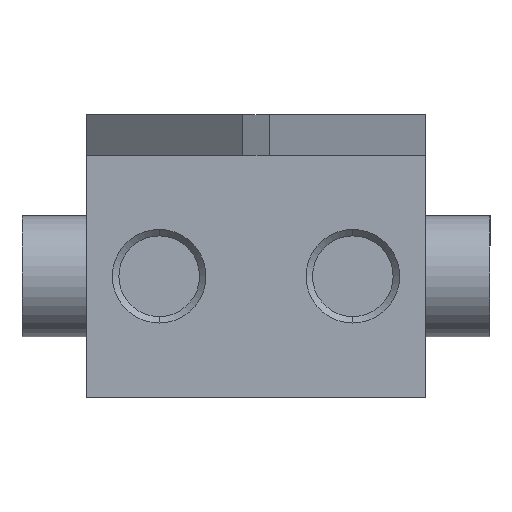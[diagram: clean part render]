
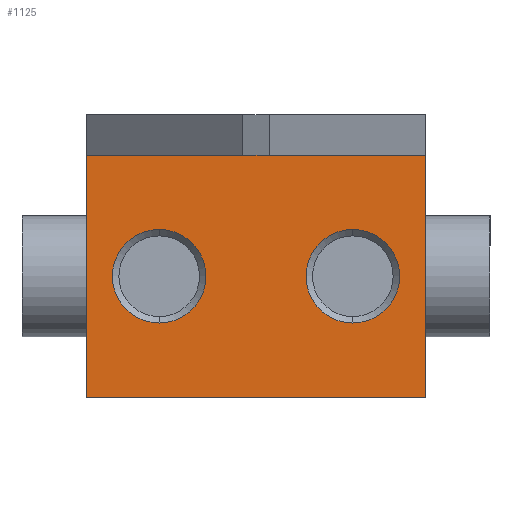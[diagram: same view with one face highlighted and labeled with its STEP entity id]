
A CAD part, left-side view. The second image highlights one B-rep face of the part: STEP entity #1125.
In plain terms, the highlighted planar face has unit normal (-1, 0, 0).
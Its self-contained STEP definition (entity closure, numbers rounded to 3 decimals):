
#1 = PLANE ( 'NONE',  #1467 ) ;
#44 = VERTEX_POINT ( 'NONE', #1464 ) ;
#75 = DIRECTION ( 'NONE',  ( 0., 0., 1. ) ) ;
#77 = CIRCLE ( 'NONE', #2360, 2.9 ) ;
#137 = DIRECTION ( 'NONE',  ( 0., 0., -1. ) ) ;
#138 = VERTEX_POINT ( 'NONE', #204 ) ;
#191 = DIRECTION ( 'NONE',  ( 0., 0., 1. ) ) ;
#204 = CARTESIAN_POINT ( 'NONE',  ( 0., 6., 4.6 ) ) ;
#242 = LINE ( 'NONE', #840, #1172 ) ;
#304 = EDGE_CURVE ( 'NONE', #1409, #1135, #242, .T. ) ;
#383 = DIRECTION ( 'NONE',  ( 0., 0., -1. ) ) ;
#403 = DIRECTION ( 'NONE',  ( 0., 0., 1. ) ) ;
#472 = DIRECTION ( 'NONE',  ( 0., -1., 0. ) ) ;
#485 = VERTEX_POINT ( 'NONE', #935 ) ;
#486 = CARTESIAN_POINT ( 'NONE',  ( 0., 6., 7.5 ) ) ;
#536 = AXIS2_PLACEMENT_3D ( 'NONE', #1973, #995, #2164 ) ;
#539 = CIRCLE ( 'NONE', #1222, 2.9 ) ;
#550 = LINE ( 'NONE', #733, #1675 ) ;
#554 = CARTESIAN_POINT ( 'NONE',  ( 0., 6., 10.4 ) ) ;
#730 = ORIENTED_EDGE ( 'NONE', *, *, #304, .T. ) ;
#733 = CARTESIAN_POINT ( 'NONE',  ( 0., -10.5, 15. ) ) ;
#744 = LINE ( 'NONE', #2203, #1595 ) ;
#748 = CIRCLE ( 'NONE', #536, 2.9 ) ;
#766 = EDGE_LOOP ( 'NONE', ( #1834, #1684 ) ) ;
#795 = AXIS2_PLACEMENT_3D ( 'NONE', #1630, #2459, #403 ) ;
#821 = ORIENTED_EDGE ( 'NONE', *, *, #1901, .F. ) ;
#823 = VERTEX_POINT ( 'NONE', #835 ) ;
#835 = CARTESIAN_POINT ( 'NONE',  ( 0., -6., 4.6 ) ) ;
#840 = CARTESIAN_POINT ( 'NONE',  ( 0., 10.5, 0. ) ) ;
#935 = CARTESIAN_POINT ( 'NONE',  ( 0., 10.5, 15. ) ) ;
#995 = DIRECTION ( 'NONE',  ( -1., 0., 0. ) ) ;
#1000 = EDGE_CURVE ( 'NONE', #485, #44, #1715, .T. ) ;
#1073 = VERTEX_POINT ( 'NONE', #2127 ) ;
#1125 = ADVANCED_FACE ( 'NONE', ( #2584, #1586, #2180 ), #1, .T. ) ;
#1135 = VERTEX_POINT ( 'NONE', #1598 ) ;
#1172 = VECTOR ( 'NONE', #472, 1000. ) ;
#1182 = ORIENTED_EDGE ( 'NONE', *, *, #2076, .T. ) ;
#1222 = AXIS2_PLACEMENT_3D ( 'NONE', #2292, #1723, #75 ) ;
#1356 = CARTESIAN_POINT ( 'NONE',  ( 0., 10.5, 15. ) ) ;
#1409 = VERTEX_POINT ( 'NONE', #1700 ) ;
#1464 = CARTESIAN_POINT ( 'NONE',  ( 0., -10.5, 15. ) ) ;
#1467 = AXIS2_PLACEMENT_3D ( 'NONE', #1801, #2569, #191 ) ;
#1481 = ORIENTED_EDGE ( 'NONE', *, *, #1000, .F. ) ;
#1491 = DIRECTION ( 'NONE',  ( 0., 0., 1. ) ) ;
#1559 = EDGE_LOOP ( 'NONE', ( #1481, #1182, #730, #1820 ) ) ;
#1570 = EDGE_CURVE ( 'NONE', #44, #1135, #550, .T. ) ;
#1575 = EDGE_CURVE ( 'NONE', #823, #1073, #748, .T. ) ;
#1586 = FACE_BOUND ( 'NONE', #766, .T. ) ;
#1595 = VECTOR ( 'NONE', #383, 1000. ) ;
#1598 = CARTESIAN_POINT ( 'NONE',  ( 0., -10.5, 0. ) ) ;
#1605 = EDGE_LOOP ( 'NONE', ( #821, #2358 ) ) ;
#1630 = CARTESIAN_POINT ( 'NONE',  ( 0., -6., 7.5 ) ) ;
#1675 = VECTOR ( 'NONE', #137, 1000. ) ;
#1684 = ORIENTED_EDGE ( 'NONE', *, *, #1575, .F. ) ;
#1700 = CARTESIAN_POINT ( 'NONE',  ( 0., 10.5, 0. ) ) ;
#1715 = LINE ( 'NONE', #1356, #1761 ) ;
#1723 = DIRECTION ( 'NONE',  ( -1., 0., 0. ) ) ;
#1761 = VECTOR ( 'NONE', #2156, 1000. ) ;
#1801 = CARTESIAN_POINT ( 'NONE',  ( 0., 10.5, 15. ) ) ;
#1820 = ORIENTED_EDGE ( 'NONE', *, *, #1570, .F. ) ;
#1834 = ORIENTED_EDGE ( 'NONE', *, *, #2350, .F. ) ;
#1901 = EDGE_CURVE ( 'NONE', #2540, #138, #539, .T. ) ;
#1951 = EDGE_CURVE ( 'NONE', #138, #2540, #77, .T. ) ;
#1973 = CARTESIAN_POINT ( 'NONE',  ( 0., -6., 7.5 ) ) ;
#2076 = EDGE_CURVE ( 'NONE', #485, #1409, #744, .T. ) ;
#2122 = DIRECTION ( 'NONE',  ( -1., 0., 0. ) ) ;
#2127 = CARTESIAN_POINT ( 'NONE',  ( 0., -6., 10.4 ) ) ;
#2156 = DIRECTION ( 'NONE',  ( 0., -1., 0. ) ) ;
#2164 = DIRECTION ( 'NONE',  ( 0., 0., 1. ) ) ;
#2180 = FACE_OUTER_BOUND ( 'NONE', #1559, .T. ) ;
#2203 = CARTESIAN_POINT ( 'NONE',  ( 0., 10.5, 15. ) ) ;
#2292 = CARTESIAN_POINT ( 'NONE',  ( 0., 6., 7.5 ) ) ;
#2350 = EDGE_CURVE ( 'NONE', #1073, #823, #2407, .T. ) ;
#2358 = ORIENTED_EDGE ( 'NONE', *, *, #1951, .F. ) ;
#2360 = AXIS2_PLACEMENT_3D ( 'NONE', #486, #2122, #1491 ) ;
#2407 = CIRCLE ( 'NONE', #795, 2.9 ) ;
#2459 = DIRECTION ( 'NONE',  ( -1., 0., 0. ) ) ;
#2540 = VERTEX_POINT ( 'NONE', #554 ) ;
#2569 = DIRECTION ( 'NONE',  ( -1., 0., 0. ) ) ;
#2584 = FACE_BOUND ( 'NONE', #1605, .T. ) ;
